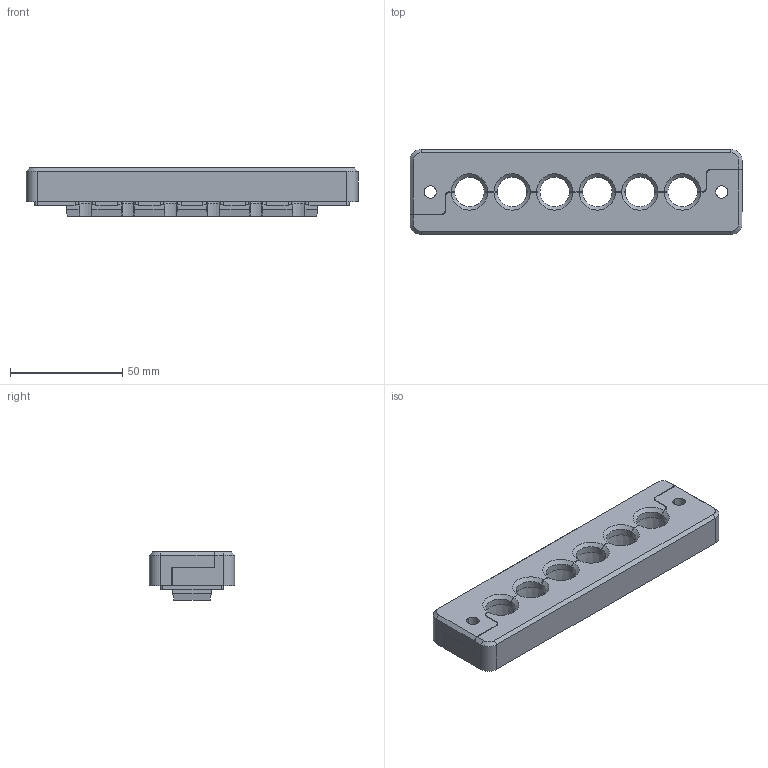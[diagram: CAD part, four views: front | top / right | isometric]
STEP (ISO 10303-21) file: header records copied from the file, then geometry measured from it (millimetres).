
FILE_DESCRIPTION (( 'STEP AP203' ), '1' );
FILE_NAME ('591012.step', '2022-06-02T10:41:31', ( '' ), ( '' ), 'SwSTEP 2.0', 'SolidWorks 2021', '' );
FILE_SCHEMA (( 'CONFIG_CONTROL_DESIGN' ));
Length unit declared in the file: inch
Products named in the file (1): 591012
Bounding box: 148 x 38 x 21.5 mm (x, y, z)
Volume: 68611.2 mm3; surface area: 36525.9 mm2
Topology: 3 solids, 3 shells, 452 faces, 1243 edges, 812 vertices
Faces by surface type: plane 256, cylinder 131, cone 34, bspline 31
Entity records: 14717 total; most frequent: CARTESIAN_POINT 3169, ORIENTED_EDGE 2486, DIRECTION 2280, EDGE_CURVE 1243, VECTOR 830, LINE 830, VERTEX_POINT 812, AXIS2_PLACEMENT_3D 725
